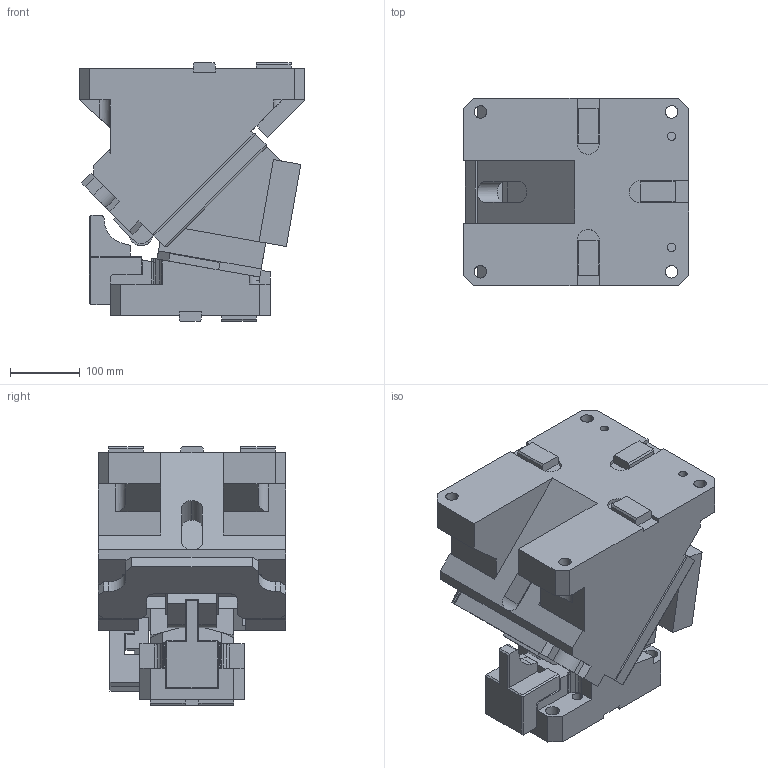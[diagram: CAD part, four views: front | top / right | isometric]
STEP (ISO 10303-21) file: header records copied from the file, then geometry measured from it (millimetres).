
FILE_DESCRIPTION(('CATIA V5 STEP Exchange'),'2;1');
FILE_NAME('CACG_200_10.stp','2015-04-22T09:45:50+00:00',('none'),('none'),'CATIA Version 5 Release 19 SP 2 (IN-10)','CATIA V5 STEP AP203','none');
FILE_SCHEMA(('CONFIG_CONTROL_DESIGN'));
Length unit declared in the file: millimetre
Products named in the file (1): CACG_200_10
Bounding box: 325 x 270 x 372 mm (x, y, z)
Volume: 16951649.9 mm3; surface area: 1004873.3 mm2
Topology: 3 solids, 9 shells, 571 faces, 1548 edges, 999 vertices
Faces by surface type: plane 380, cylinder 189, extrusion 2
Entity records: 20454 total; most frequent: CARTESIAN_POINT 6922, ORIENTED_EDGE 3092, DIRECTION 2237, EDGE_CURVE 1546, VECTOR 1220, LINE 1218, VERTEX_POINT 998, EDGE_LOOP 618
